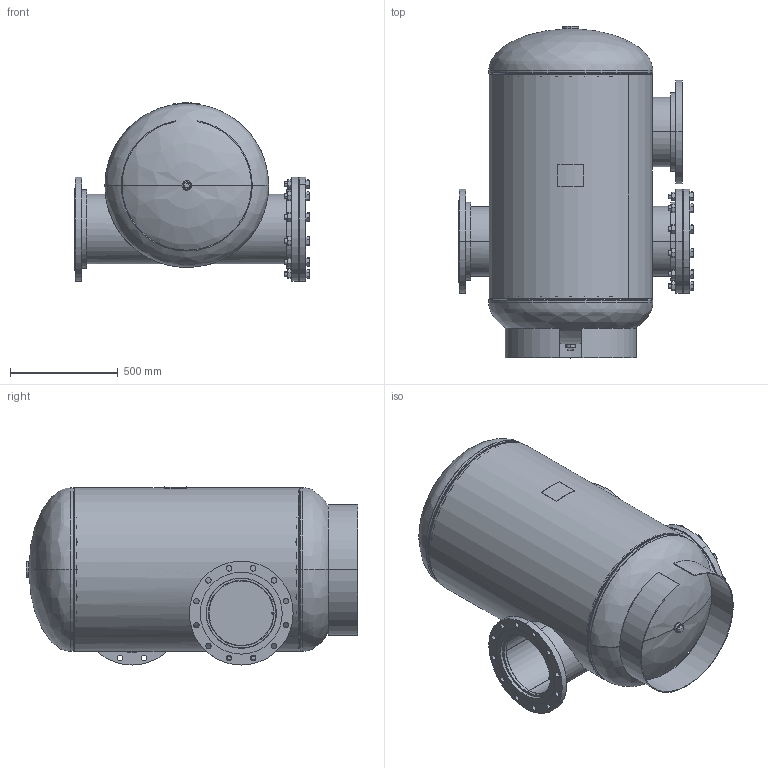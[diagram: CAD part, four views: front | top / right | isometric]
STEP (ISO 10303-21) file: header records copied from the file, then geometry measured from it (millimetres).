
FILE_DESCRIPTION (( 'STEP AP203' ), '1' );
FILE_NAME ('SPA-12-S.STEP', '2021-03-11T17:38:11', ( '' ), ( '' ), 'SwSTEP 2.0', 'SolidWorks 2021', '' );
FILE_SCHEMA (( 'CONFIG_CONTROL_DESIGN' ));
Length unit declared in the file: inch
Products named in the file (18): Garlock F.F. Gaskets 150# .0625 tk_9471012; SPA-12-S; 99J0708; 99P0101_17; 9800604_9800606; 9500050; 05112001; 9200190; 9500080; 9600830_30" VERT; 99Q0587; 9100240_.5; 9301150_18; BLIND FLANGES ASME B16.5_12 150# SA-105; 9800635_9800635; PLUGS_9500150; SORF FLANGES ASME B16.5_12 150# SA-105
Assembly tree (42 placements, depth 2):
  SPA-12-S
    05112001
    9200190
    9200190
    9500050
    9500080
    PLUGS_9500150
    9301150_18
    99P0101_17  x2
    SORF FLANGES ASME B16.5_12 150# SA-105  x3
    BLIND FLANGES ASME B16.5_12 150# SA-105
    Garlock F.F. Gaskets 150# .0625 tk_9471012
    9800604_9800606  x12
    9800635_9800635  x12
    9100240_.5
    99J0708
    99Q0587
    9600830_30" VERT
Bounding box: 1090.08 x 1543.33 x 828.39 mm (x, y, z)
Volume: 43267764.1 mm3; surface area: 13676800.5 mm2
Topology: 42 solids, 42 shells, 888 faces, 1992 edges, 1208 vertices
Faces by surface type: cone 304, cylinder 288, plane 260, bspline 20, torus 16
Full cylindrical faces by diameter (mm): 754.685 x1, 762 x1
Entity records: 23100 total; most frequent: CARTESIAN_POINT 13400, DIRECTION 1582, ORIENTED_EDGE 1376, EDGE_CURVE 688, AXIS2_PLACEMENT_3D 676, VERTEX_POINT 434, EDGE_LOOP 394, CIRCLE 358
